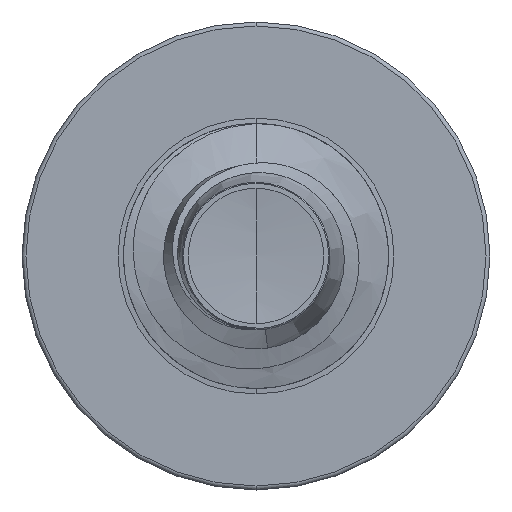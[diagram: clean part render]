
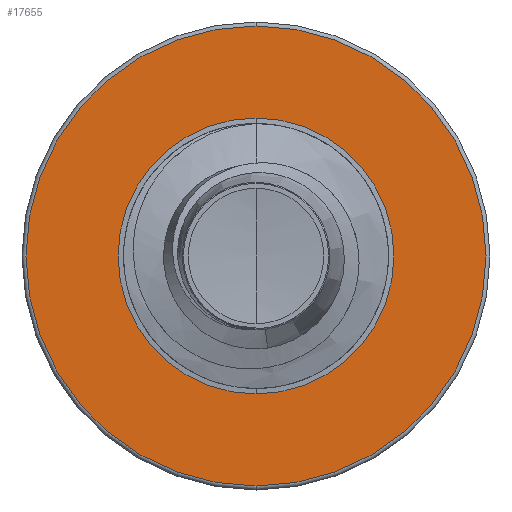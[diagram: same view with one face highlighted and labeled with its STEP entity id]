
A CAD part, front view. The second image highlights one B-rep face of the part: STEP entity #17655.
In plain terms, the highlighted planar face has unit normal (0, -1, 0).
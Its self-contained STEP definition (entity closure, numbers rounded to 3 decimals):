
#54 = DIRECTION ( 'NONE',  ( 0., 1., 0. ) ) ;
#627 = CIRCLE ( 'NONE', #4604, 2.605 ) ;
#864 = EDGE_LOOP ( 'NONE', ( #1045, #17547 ) ) ;
#1045 = ORIENTED_EDGE ( 'NONE', *, *, #11323, .F. ) ;
#1093 = DIRECTION ( 'NONE',  ( 0., 1., 0. ) ) ;
#2363 = VERTEX_POINT ( 'NONE', #14653 ) ;
#2930 = AXIS2_PLACEMENT_3D ( 'NONE', #11020, #1093, #12337 ) ;
#3085 = FACE_OUTER_BOUND ( 'NONE', #864, .T. ) ;
#3386 = CARTESIAN_POINT ( 'NONE',  ( 0., 10., 0. ) ) ;
#3603 = ORIENTED_EDGE ( 'NONE', *, *, #15517, .T. ) ;
#4604 = AXIS2_PLACEMENT_3D ( 'NONE', #7420, #16382, #8968 ) ;
#4840 = DIRECTION ( 'NONE',  ( 0., 0., 1. ) ) ;
#5254 = DIRECTION ( 'NONE',  ( 0., 0., 1. ) ) ;
#5952 = AXIS2_PLACEMENT_3D ( 'NONE', #3386, #13744, #5254 ) ;
#6221 = AXIS2_PLACEMENT_3D ( 'NONE', #10362, #54, #11654 ) ;
#6470 = PLANE ( 'NONE',  #18259 ) ;
#7279 = CARTESIAN_POINT ( 'NONE',  ( 0., 10., 1.562 ) ) ;
#7420 = CARTESIAN_POINT ( 'NONE',  ( 0., 10., 0. ) ) ;
#7772 = CIRCLE ( 'NONE', #6221, 2.605 ) ;
#8733 = VERTEX_POINT ( 'NONE', #14209 ) ;
#8968 = DIRECTION ( 'NONE',  ( 0., 0., 1. ) ) ;
#10362 = CARTESIAN_POINT ( 'NONE',  ( 0., 10., 0. ) ) ;
#11020 = CARTESIAN_POINT ( 'NONE',  ( 0., 10., 0. ) ) ;
#11323 = EDGE_CURVE ( 'NONE', #2363, #18275, #7772, .T. ) ;
#11654 = DIRECTION ( 'NONE',  ( 0., 0., 1. ) ) ;
#12261 = EDGE_CURVE ( 'NONE', #8733, #16548, #15973, .T. ) ;
#12337 = DIRECTION ( 'NONE',  ( 0., 0., 1. ) ) ;
#13435 = DIRECTION ( 'NONE',  ( 0., 1., 0. ) ) ;
#13744 = DIRECTION ( 'NONE',  ( 0., 1., 0. ) ) ;
#13782 = EDGE_CURVE ( 'NONE', #18275, #2363, #627, .T. ) ;
#14209 = CARTESIAN_POINT ( 'NONE',  ( 0., 10., -1.562 ) ) ;
#14653 = CARTESIAN_POINT ( 'NONE',  ( 0., 10., 2.605 ) ) ;
#14978 = ORIENTED_EDGE ( 'NONE', *, *, #12261, .T. ) ;
#15231 = CIRCLE ( 'NONE', #2930, 1.562 ) ;
#15517 = EDGE_CURVE ( 'NONE', #16548, #8733, #15231, .T. ) ;
#15973 = CIRCLE ( 'NONE', #5952, 1.562 ) ;
#16382 = DIRECTION ( 'NONE',  ( 0., 1., 0. ) ) ;
#16548 = VERTEX_POINT ( 'NONE', #7279 ) ;
#16888 = CARTESIAN_POINT ( 'NONE',  ( 0., 10., -2.605 ) ) ;
#17271 = FACE_BOUND ( 'NONE', #17671, .T. ) ;
#17547 = ORIENTED_EDGE ( 'NONE', *, *, #13782, .F. ) ;
#17655 = ADVANCED_FACE ( 'NONE', ( #3085, #17271 ), #6470, .F. ) ;
#17671 = EDGE_LOOP ( 'NONE', ( #3603, #14978 ) ) ;
#17826 = CARTESIAN_POINT ( 'NONE',  ( 0., 10., -1.562 ) ) ;
#18259 = AXIS2_PLACEMENT_3D ( 'NONE', #17826, #13435, #4840 ) ;
#18275 = VERTEX_POINT ( 'NONE', #16888 ) ;
